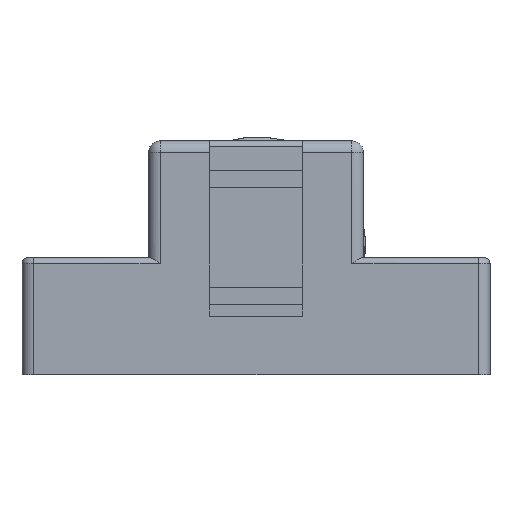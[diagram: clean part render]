
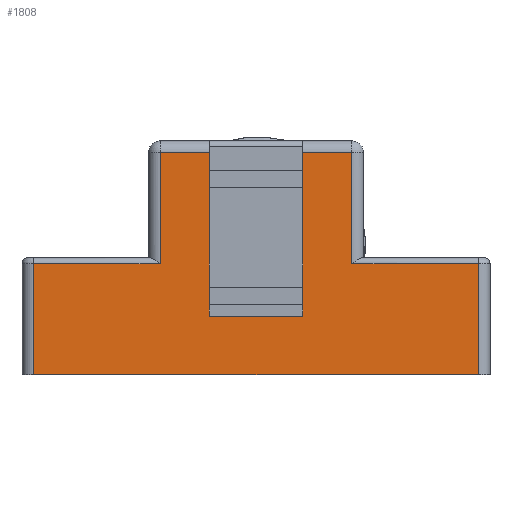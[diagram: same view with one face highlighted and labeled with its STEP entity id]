
A CAD part, left-side view. The second image highlights one B-rep face of the part: STEP entity #1808.
In plain terms, the highlighted planar face has unit normal (-1, 0, 0).
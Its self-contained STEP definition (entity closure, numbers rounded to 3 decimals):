
#68=PLANE('',#1997);
#149=LINE('',#2840,#335);
#150=LINE('',#2843,#336);
#151=LINE('',#2845,#337);
#152=LINE('',#2847,#338);
#153=LINE('',#2849,#339);
#154=LINE('',#2851,#340);
#155=LINE('',#2853,#341);
#156=LINE('',#2855,#342);
#157=LINE('',#2857,#343);
#158=LINE('',#2859,#344);
#159=LINE('',#2861,#345);
#160=LINE('',#2863,#346);
#161=LINE('',#2865,#347);
#162=LINE('',#2867,#348);
#163=LINE('',#2869,#349);
#164=LINE('',#2871,#350);
#165=LINE('',#2873,#351);
#166=LINE('',#2875,#352);
#167=LINE('',#2877,#353);
#168=LINE('',#2878,#354);
#335=VECTOR('',#2246,10.);
#336=VECTOR('',#2249,10.);
#337=VECTOR('',#2250,10.);
#338=VECTOR('',#2251,10.);
#339=VECTOR('',#2252,10.);
#340=VECTOR('',#2253,10.);
#341=VECTOR('',#2254,10.);
#342=VECTOR('',#2255,10.);
#343=VECTOR('',#2256,10.);
#344=VECTOR('',#2257,10.);
#345=VECTOR('',#2258,10.);
#346=VECTOR('',#2259,10.);
#347=VECTOR('',#2260,10.);
#348=VECTOR('',#2261,10.);
#349=VECTOR('',#2262,10.);
#350=VECTOR('',#2263,10.);
#351=VECTOR('',#2264,10.);
#352=VECTOR('',#2265,10.);
#353=VECTOR('',#2266,10.);
#354=VECTOR('',#2267,10.);
#545=FACE_OUTER_BOUND('',#655,.T.);
#655=EDGE_LOOP('',(#1328,#1329,#1330,#1331,#1332,#1333,#1334,#1335,#1336,
#1337,#1338,#1339,#1340,#1341,#1342,#1343,#1344,#1345,#1346,#1347));
#863=VERTEX_POINT('',#2825);
#864=VERTEX_POINT('',#2829);
#865=VERTEX_POINT('',#2842);
#866=VERTEX_POINT('',#2844);
#867=VERTEX_POINT('',#2846);
#868=VERTEX_POINT('',#2848);
#869=VERTEX_POINT('',#2850);
#870=VERTEX_POINT('',#2852);
#871=VERTEX_POINT('',#2854);
#872=VERTEX_POINT('',#2856);
#873=VERTEX_POINT('',#2858);
#874=VERTEX_POINT('',#2860);
#875=VERTEX_POINT('',#2862);
#876=VERTEX_POINT('',#2864);
#877=VERTEX_POINT('',#2866);
#878=VERTEX_POINT('',#2868);
#879=VERTEX_POINT('',#2870);
#880=VERTEX_POINT('',#2872);
#881=VERTEX_POINT('',#2874);
#882=VERTEX_POINT('',#2876);
#1039=EDGE_CURVE('',#863,#864,#149,.T.);
#1040=EDGE_CURVE('',#864,#865,#150,.T.);
#1041=EDGE_CURVE('',#866,#863,#151,.T.);
#1042=EDGE_CURVE('',#867,#866,#152,.T.);
#1043=EDGE_CURVE('',#868,#867,#153,.T.);
#1044=EDGE_CURVE('',#869,#868,#154,.T.);
#1045=EDGE_CURVE('',#869,#870,#155,.T.);
#1046=EDGE_CURVE('',#871,#870,#156,.T.);
#1047=EDGE_CURVE('',#871,#872,#157,.T.);
#1048=EDGE_CURVE('',#872,#873,#158,.T.);
#1049=EDGE_CURVE('',#873,#874,#159,.T.);
#1050=EDGE_CURVE('',#874,#875,#160,.T.);
#1051=EDGE_CURVE('',#875,#876,#161,.T.);
#1052=EDGE_CURVE('',#876,#877,#162,.T.);
#1053=EDGE_CURVE('',#877,#878,#163,.T.);
#1054=EDGE_CURVE('',#878,#879,#164,.T.);
#1055=EDGE_CURVE('',#879,#880,#165,.T.);
#1056=EDGE_CURVE('',#880,#881,#166,.T.);
#1057=EDGE_CURVE('',#881,#882,#167,.T.);
#1058=EDGE_CURVE('',#865,#882,#168,.T.);
#1328=ORIENTED_EDGE('',*,*,#1040,.F.);
#1329=ORIENTED_EDGE('',*,*,#1039,.F.);
#1330=ORIENTED_EDGE('',*,*,#1041,.F.);
#1331=ORIENTED_EDGE('',*,*,#1042,.F.);
#1332=ORIENTED_EDGE('',*,*,#1043,.F.);
#1333=ORIENTED_EDGE('',*,*,#1044,.F.);
#1334=ORIENTED_EDGE('',*,*,#1045,.T.);
#1335=ORIENTED_EDGE('',*,*,#1046,.F.);
#1336=ORIENTED_EDGE('',*,*,#1047,.T.);
#1337=ORIENTED_EDGE('',*,*,#1048,.T.);
#1338=ORIENTED_EDGE('',*,*,#1049,.T.);
#1339=ORIENTED_EDGE('',*,*,#1050,.T.);
#1340=ORIENTED_EDGE('',*,*,#1051,.T.);
#1341=ORIENTED_EDGE('',*,*,#1052,.T.);
#1342=ORIENTED_EDGE('',*,*,#1053,.T.);
#1343=ORIENTED_EDGE('',*,*,#1054,.T.);
#1344=ORIENTED_EDGE('',*,*,#1055,.T.);
#1345=ORIENTED_EDGE('',*,*,#1056,.T.);
#1346=ORIENTED_EDGE('',*,*,#1057,.T.);
#1347=ORIENTED_EDGE('',*,*,#1058,.F.);
#1808=ADVANCED_FACE('',(#545),#68,.T.);
#1997=AXIS2_PLACEMENT_3D('',#2841,#2247,#2248);
#2246=DIRECTION('',(0.,-1.,0.));
#2247=DIRECTION('center_axis',(-1.,0.,0.));
#2248=DIRECTION('ref_axis',(0.,0.,1.));
#2249=DIRECTION('',(0.,0.,1.));
#2250=DIRECTION('',(0.,0.,1.));
#2251=DIRECTION('',(0.,1.,0.));
#2252=DIRECTION('',(0.,0.,-1.));
#2253=DIRECTION('',(0.,-1.,0.));
#2254=DIRECTION('',(0.,0.,1.));
#2255=DIRECTION('',(0.,-1.,0.));
#2256=DIRECTION('',(0.,0.,-1.));
#2257=DIRECTION('',(0.,0.,-1.));
#2258=DIRECTION('',(0.,0.,-1.));
#2259=DIRECTION('',(0.,0.,-1.));
#2260=DIRECTION('',(0.,0.,-1.));
#2261=DIRECTION('',(0.,1.,0.));
#2262=DIRECTION('',(0.,0.,1.));
#2263=DIRECTION('',(0.,0.,1.));
#2264=DIRECTION('',(0.,0.,1.));
#2265=DIRECTION('',(0.,0.,1.));
#2266=DIRECTION('',(0.,0.,1.));
#2267=DIRECTION('',(0.,-1.,0.));
#2825=CARTESIAN_POINT('',(0.,0.212,9.5));
#2829=CARTESIAN_POINT('',(0.,-10.588,9.5));
#2840=CARTESIAN_POINT('',(0.,-28.788,9.5));
#2841=CARTESIAN_POINT('Origin',(0.,-38.788,
0.));
#2842=CARTESIAN_POINT('',(0.,-10.588,19.));
#2843=CARTESIAN_POINT('',(0.,-10.588,5.));
#2844=CARTESIAN_POINT('',(0.,0.212,0.));
#2845=CARTESIAN_POINT('',(0.,0.212,0.));
#2846=CARTESIAN_POINT('',(0.,-37.788,0.));
#2847=CARTESIAN_POINT('',(0.,-38.788,0.));
#2848=CARTESIAN_POINT('',(0.,-37.788,9.5));
#2849=CARTESIAN_POINT('',(0.,-37.788,0.));
#2850=CARTESIAN_POINT('',(0.,-26.988,9.5));
#2851=CARTESIAN_POINT('',(0.,-28.788,9.5));
#2852=CARTESIAN_POINT('',(0.,-26.988,19.));
#2853=CARTESIAN_POINT('',(0.,-26.988,5.));
#2854=CARTESIAN_POINT('',(0.,-22.788,19.));
#2855=CARTESIAN_POINT('',(0.,-28.788,19.));
#2856=CARTESIAN_POINT('',(0.,-22.788,17.5));
#2857=CARTESIAN_POINT('',(0.,-22.788,2.5));
#2858=CARTESIAN_POINT('',(0.,-22.788,16.));
#2859=CARTESIAN_POINT('',(0.,-22.788,2.5));
#2860=CARTESIAN_POINT('',(0.,-22.788,7.5));
#2861=CARTESIAN_POINT('',(0.,-22.788,2.5));
#2862=CARTESIAN_POINT('',(0.,-22.788,6.));
#2863=CARTESIAN_POINT('',(0.,-22.788,2.5));
#2864=CARTESIAN_POINT('',(0.,-22.788,5.));
#2865=CARTESIAN_POINT('',(0.,-22.788,2.5));
#2866=CARTESIAN_POINT('',(0.,-14.788,5.));
#2867=CARTESIAN_POINT('',(0.,-26.788,5.));
#2868=CARTESIAN_POINT('',(0.,-14.788,6.));
#2869=CARTESIAN_POINT('',(0.,-14.788,10.521));
#2870=CARTESIAN_POINT('',(0.,-14.788,7.5));
#2871=CARTESIAN_POINT('',(0.,-14.788,10.521));
#2872=CARTESIAN_POINT('',(0.,-14.788,16.));
#2873=CARTESIAN_POINT('',(0.,-14.788,10.521));
#2874=CARTESIAN_POINT('',(0.,-14.788,17.5));
#2875=CARTESIAN_POINT('',(0.,-14.788,10.521));
#2876=CARTESIAN_POINT('',(0.,-14.788,19.));
#2877=CARTESIAN_POINT('',(0.,-14.788,10.521));
#2878=CARTESIAN_POINT('',(0.,-28.788,19.));
